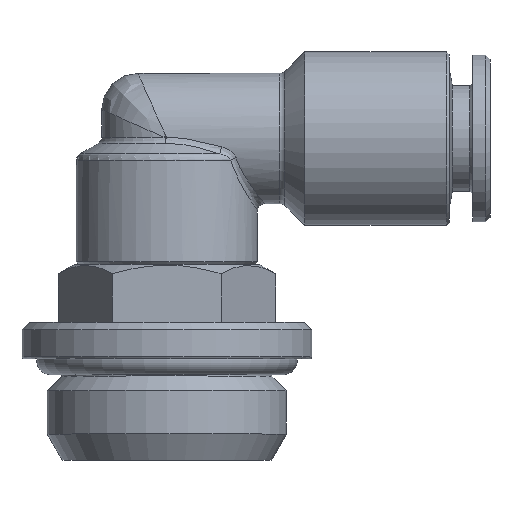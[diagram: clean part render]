
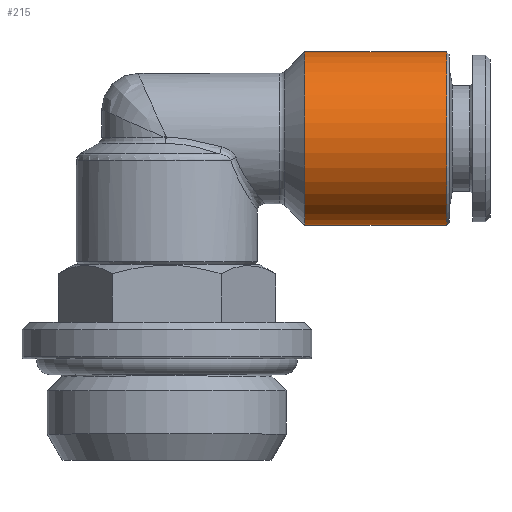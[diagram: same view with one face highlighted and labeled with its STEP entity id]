
A CAD part, top view. The second image highlights one B-rep face of the part: STEP entity #215.
In plain terms, the highlighted cylindrical face has radius 6 mm (diameter 12 mm), a full revolution.
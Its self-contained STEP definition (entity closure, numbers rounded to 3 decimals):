
#215 = ADVANCED_FACE( 'NONE', ( #361, #362 ), #363, .T. );
#361 = FACE_OUTER_BOUND( '', #865, .T. );
#362 = FACE_OUTER_BOUND( '', #866, .T. );
#363 = CYLINDRICAL_SURFACE( '', #867, 6. );
#865 = EDGE_LOOP( '', ( #1269 ) );
#866 = EDGE_LOOP( '', ( #1270 ) );
#867 = AXIS2_PLACEMENT_3D( '', #1271, #1272, #1273 );
#1269 = ORIENTED_EDGE( '', *, *, #1532, .T. );
#1270 = ORIENTED_EDGE( '', *, *, #1503, .T. );
#1271 = CARTESIAN_POINT( '', ( -1.137, 0., 0. ) );
#1272 = DIRECTION( '', ( -1., 0., 0. ) );
#1273 = DIRECTION( '', ( 0., 0., 1. ) );
#1503 = EDGE_CURVE( 'NONE', #1703, #1703, #1704, .T. );
#1532 = EDGE_CURVE( 'NONE', #1751, #1751, #1752, .T. );
#1703 = VERTEX_POINT( '', #2268 );
#1704 = CIRCLE( '', #2269, 6. );
#1751 = VERTEX_POINT( '', #2361 );
#1752 = CIRCLE( '', #2362, 6. );
#2268 = CARTESIAN_POINT( '', ( 9.5, 0., -6. ) );
#2269 = AXIS2_PLACEMENT_3D( '', #2526, #2527, #2528 );
#2361 = CARTESIAN_POINT( '', ( 19.3, 0., 6. ) );
#2362 = AXIS2_PLACEMENT_3D( '', #2579, #2580, #2581 );
#2526 = CARTESIAN_POINT( '', ( 9.5, 0., 0. ) );
#2527 = DIRECTION( '', ( 1., 0., 0. ) );
#2528 = DIRECTION( '', ( 0., 0., -1. ) );
#2579 = CARTESIAN_POINT( '', ( 19.3, 0., 0. ) );
#2580 = DIRECTION( '', ( -1., 0., 0. ) );
#2581 = DIRECTION( '', ( 0., 0., 1. ) );
